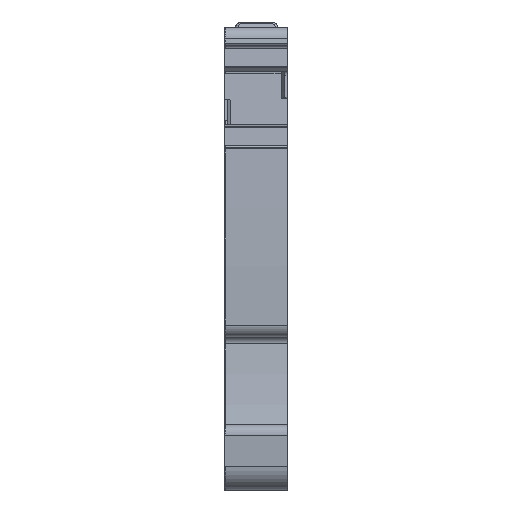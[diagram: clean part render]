
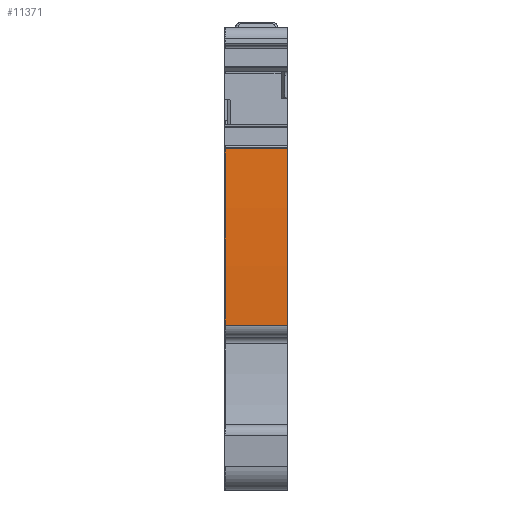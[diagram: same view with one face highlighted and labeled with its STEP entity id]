
A CAD part, front view. The second image highlights one B-rep face of the part: STEP entity #11371.
In plain terms, the highlighted cylindrical face has radius 154.9 mm (diameter 309.8 mm), a partial arc.
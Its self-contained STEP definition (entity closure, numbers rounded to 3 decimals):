
#10402=AXIS2_PLACEMENT_3D('Cylinder Axis2P3D',#10399,#10400,#10401) ;
#11357=AXIS2_PLACEMENT_3D('Circle Axis2P3D',#11355,#11356,$) ;
#11362=AXIS2_PLACEMENT_3D('Circle Axis2P3D',#11360,#11361,$) ;
#10399=CARTESIAN_POINT('Axis2P3D Location',(2.55,156.338,17.05)) ;
#11319=CARTESIAN_POINT('Line Origine',(2.55,1.809,27.764)) ;
#11323=CARTESIAN_POINT('Vertex',(0.05,1.809,27.764)) ;
#11325=CARTESIAN_POINT('Vertex',(5.1,1.809,27.764)) ;
#11346=CARTESIAN_POINT('Line Origine',(2.55,1.48,13.427)) ;
#11350=CARTESIAN_POINT('Vertex',(0.05,1.48,13.427)) ;
#11352=CARTESIAN_POINT('Vertex',(5.1,1.48,13.427)) ;
#11355=CARTESIAN_POINT('Axis2P3D Location',(5.1,156.338,17.05)) ;
#11360=CARTESIAN_POINT('Axis2P3D Location',(0.05,156.338,17.05)) ;
#10400=DIRECTION('Axis2P3D Direction',(1.,0.,0.)) ;
#10401=DIRECTION('Axis2P3D XDirection',(0.,-0.992,0.127)) ;
#11320=DIRECTION('Vector Direction',(1.,0.,0.)) ;
#11347=DIRECTION('Vector Direction',(1.,0.,0.)) ;
#11356=DIRECTION('Axis2P3D Direction',(1.,0.,0.)) ;
#11361=DIRECTION('Axis2P3D Direction',(1.,0.,0.)) ;
#11321=VECTOR('Line Direction',#11320,1.) ;
#11348=VECTOR('Line Direction',#11347,1.) ;
#11366=ORIENTED_EDGE('',*,*,#11354,.T.) ;
#11367=ORIENTED_EDGE('',*,*,#11359,.F.) ;
#11368=ORIENTED_EDGE('',*,*,#11327,.F.) ;
#11369=ORIENTED_EDGE('',*,*,#11364,.F.) ;
#11371=ADVANCED_FACE('78527_MLD_SDT_2-5_4C.1\\78527_MLD_SDT_2-5_4C',(#11370),#10403,.T.) ;
#11358=CIRCLE('generated circle',#11357,154.9) ;
#11363=CIRCLE('generated circle',#11362,154.9) ;
#10403=CYLINDRICAL_SURFACE('generated cylinder',#10402,154.9) ;
#11327=EDGE_CURVE('',#11324,#11326,#11322,.T.) ;
#11354=EDGE_CURVE('',#11351,#11353,#11349,.T.) ;
#11359=EDGE_CURVE('',#11326,#11353,#11358,.T.) ;
#11364=EDGE_CURVE('',#11351,#11324,#11363,.F.) ;
#11365=EDGE_LOOP('',(#11366,#11367,#11368,#11369)) ;
#11370=FACE_OUTER_BOUND('',#11365,.T.) ;
#11322=LINE('Line',#11319,#11321) ;
#11349=LINE('Line',#11346,#11348) ;
#11324=VERTEX_POINT('',#11323) ;
#11326=VERTEX_POINT('',#11325) ;
#11351=VERTEX_POINT('',#11350) ;
#11353=VERTEX_POINT('',#11352) ;
